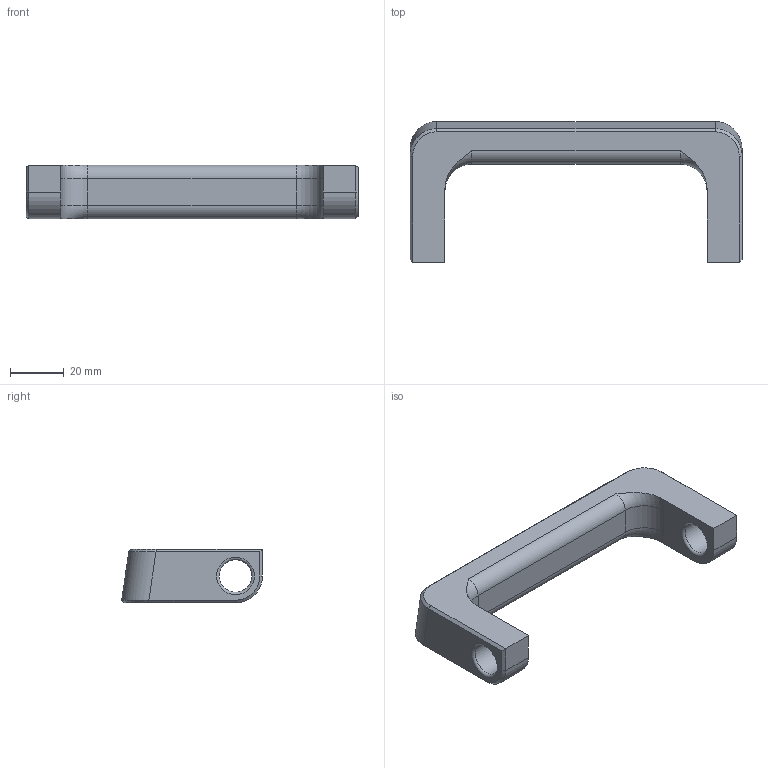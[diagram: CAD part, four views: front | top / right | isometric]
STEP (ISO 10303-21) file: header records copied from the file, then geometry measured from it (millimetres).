
FILE_DESCRIPTION(/* description */ (''),/* implementation_level */ '2;1');
FILE_NAME(/* name */ 'BackPanel_handle.step.step',/* time_stamp */ '2024-08-04T12:05:30+09:00',/* author */ (''),/* organization */ (''),/* preprocessor_version */ 'ST-DEVELOPER v20',/* originating_system */ 'Autodesk Translation Framework v13.14.0.145',/* authorisation */ '');
FILE_SCHEMA (('AUTOMOTIVE_DESIGN { 1 0 10303 214 3 1 1 }'));
Length unit declared in the file: millimetre
Products named in the file (1): BackPanelUpper
Bounding box: 123.42 x 52.35 x 20 mm (x, y, z)
Volume: 50021.1 mm3; surface area: 13199.8 mm2
Topology: 1 solids, 1 shells, 46 faces, 114 edges, 70 vertices
Faces by surface type: plane 18, cylinder 10, torus 8, bspline 8, cone 2
Full cylindrical faces by diameter (mm): 12 x2
Entity records: 1593 total; most frequent: CARTESIAN_POINT 499, ORIENTED_EDGE 228, DIRECTION 206, EDGE_CURVE 114, AXIS2_PLACEMENT_3D 73, VERTEX_POINT 70, LINE 60, VECTOR 60
